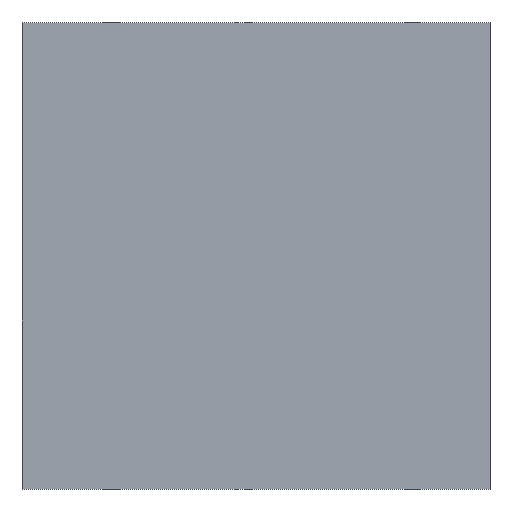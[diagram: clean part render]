
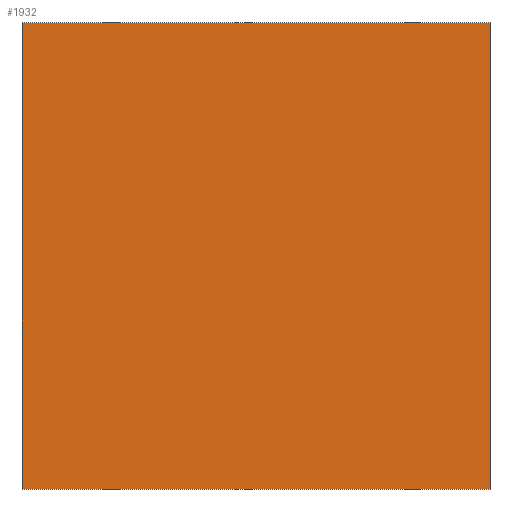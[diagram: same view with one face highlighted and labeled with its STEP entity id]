
A CAD part, top view. The second image highlights one B-rep face of the part: STEP entity #1932.
In plain terms, the highlighted planar face has unit normal (0, 0, 1).
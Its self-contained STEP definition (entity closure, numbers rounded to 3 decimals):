
#70=FACE_OUTER_BOUND('',#176,.T.);
#176=EDGE_LOOP('',(#1417,#1418,#1419,#1420));
#287=LINE('',#2720,#553);
#366=LINE('',#2888,#632);
#373=LINE('',#2902,#639);
#374=LINE('',#2903,#640);
#553=VECTOR('',#2209,10.);
#632=VECTOR('',#2314,10.);
#639=VECTOR('',#2323,10.);
#640=VECTOR('',#2324,10.);
#815=VERTEX_POINT('',#2718);
#816=VERTEX_POINT('',#2719);
#892=VERTEX_POINT('',#2887);
#898=VERTEX_POINT('',#2901);
#1009=EDGE_CURVE('',#815,#816,#287,.T.);
#1090=EDGE_CURVE('',#816,#892,#366,.T.);
#1097=EDGE_CURVE('',#815,#898,#373,.T.);
#1098=EDGE_CURVE('',#898,#892,#374,.T.);
#1417=ORIENTED_EDGE('',*,*,#1097,.F.);
#1418=ORIENTED_EDGE('',*,*,#1009,.T.);
#1419=ORIENTED_EDGE('',*,*,#1090,.T.);
#1420=ORIENTED_EDGE('',*,*,#1098,.F.);
#1836=PLANE('',#2054);
#1932=ADVANCED_FACE('',(#70),#1836,.T.);
#2054=AXIS2_PLACEMENT_3D('',#2900,#2321,#2322);
#2209=DIRECTION('',(1.,0.,0.));
#2314=DIRECTION('',(0.,1.,0.));
#2321=DIRECTION('center_axis',(0.,0.,1.));
#2322=DIRECTION('ref_axis',(1.,0.,0.));
#2323=DIRECTION('',(0.,1.,0.));
#2324=DIRECTION('',(1.,0.,0.));
#2718=CARTESIAN_POINT('',(-36.5,-69.3,9.25));
#2719=CARTESIAN_POINT('',(34.5,-69.3,9.25));
#2720=CARTESIAN_POINT('',(-34.5,-69.3,9.25));
#2887=CARTESIAN_POINT('',(34.5,1.5,9.25));
#2888=CARTESIAN_POINT('',(34.5,-67.8,9.25));
#2900=CARTESIAN_POINT('Origin',(-36.5,-67.8,9.25));
#2901=CARTESIAN_POINT('',(-36.5,1.5,9.25));
#2902=CARTESIAN_POINT('',(-36.5,0.,9.25));
#2903=CARTESIAN_POINT('',(-34.5,1.5,9.25));
